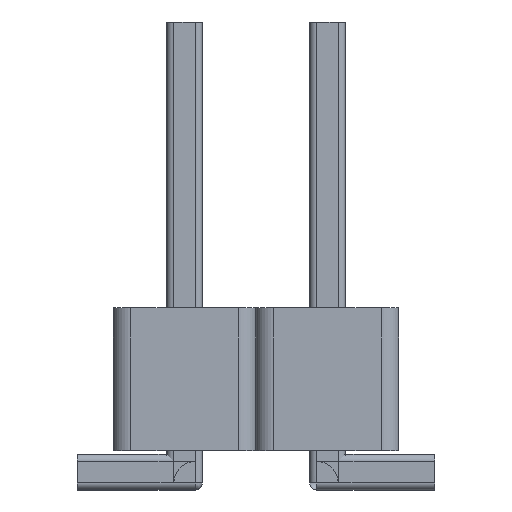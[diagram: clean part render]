
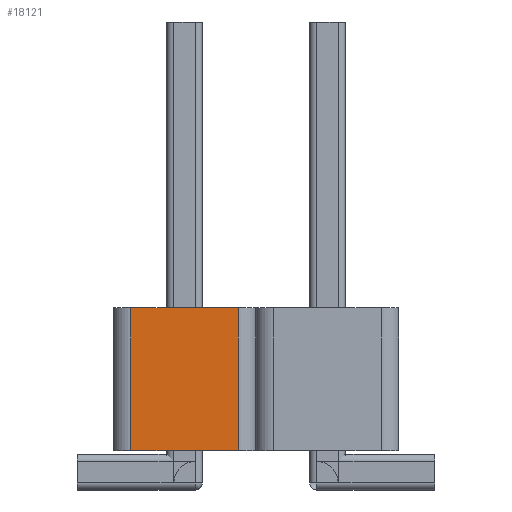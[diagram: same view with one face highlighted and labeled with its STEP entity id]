
A CAD part, left-side view. The second image highlights one B-rep face of the part: STEP entity #18121.
In plain terms, the highlighted planar face has unit normal (-1, 0, 0).
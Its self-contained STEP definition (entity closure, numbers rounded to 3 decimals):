
#562 = ORIENTED_EDGE ( 'NONE', *, *, #957, .F. ) ;
#564 = ORIENTED_EDGE ( 'NONE', *, *, #17408, .T. ) ;
#817 = EDGE_CURVE ( 'NONE', #3765, #3766, #5640, .T. ) ;
#957 = EDGE_CURVE ( 'NONE', #3766, #3690, #7265, .T. ) ;
#3203 = EDGE_CURVE ( 'NONE', #3691, #3690, #10892, .T. ) ;
#3690 = VERTEX_POINT ( 'NONE', #12078 ) ;
#3691 = VERTEX_POINT ( 'NONE', #12079 ) ;
#3765 = VERTEX_POINT ( 'NONE', #12153 ) ;
#3766 = VERTEX_POINT ( 'NONE', #12154 ) ;
#5408 = EDGE_LOOP ( 'NONE', ( #18310, #562, #5418, #564 ) ) ;
#5418 = ORIENTED_EDGE ( 'NONE', *, *, #817, .F. ) ;
#5640 = LINE ( 'NONE', #6313, #15619 ) ;
#6313 = CARTESIAN_POINT ( 'NONE',  ( 0., -0.25, 2. ) ) ;
#6314 = DIRECTION ( 'NONE',  ( 0., -1., 0. ) ) ;
#7265 = LINE ( 'NONE', #7350, #15500 ) ;
#7350 = CARTESIAN_POINT ( 'NONE',  ( 0., -1.75, 2. ) ) ;
#7351 = DIRECTION ( 'NONE',  ( 0., 0., -1. ) ) ;
#10892 = LINE ( 'NONE', #11640, #15766 ) ;
#11640 = CARTESIAN_POINT ( 'NONE',  ( 0., -0.25, 0. ) ) ;
#11641 = DIRECTION ( 'NONE',  ( 0., -1., 0. ) ) ;
#12078 = CARTESIAN_POINT ( 'NONE',  ( 0., -1.75, 0. ) ) ;
#12079 = CARTESIAN_POINT ( 'NONE',  ( 0., -0.25, 0. ) ) ;
#12153 = CARTESIAN_POINT ( 'NONE',  ( 0., -0.25, 2. ) ) ;
#12154 = CARTESIAN_POINT ( 'NONE',  ( 0., -1.75, 2. ) ) ;
#13740 = LINE ( 'NONE', #14204, #17688 ) ;
#13968 = FACE_OUTER_BOUND ( 'NONE', #5408, .T. ) ;
#14204 = CARTESIAN_POINT ( 'NONE',  ( 0., -0.25, 2. ) ) ;
#14205 = DIRECTION ( 'NONE',  ( 0., 0., -1. ) ) ;
#14884 = PLANE ( 'NONE',  #17977 ) ;
#14885 = CARTESIAN_POINT ( 'NONE',  ( 0., -0.25, 2. ) ) ;
#14886 = DIRECTION ( 'NONE',  ( 1., 0., 0. ) ) ;
#14887 = DIRECTION ( 'NONE',  ( 0., 1., 0. ) ) ;
#15500 = VECTOR ( 'NONE', #7351, 1000. ) ;
#15619 = VECTOR ( 'NONE', #6314, 1000. ) ;
#15766 = VECTOR ( 'NONE', #11641, 1000. ) ;
#17408 = EDGE_CURVE ( 'NONE', #3765, #3691, #13740, .T. ) ;
#17688 = VECTOR ( 'NONE', #14205, 1000. ) ;
#17977 = AXIS2_PLACEMENT_3D ( 'NONE', #14885, #14886, #14887 ) ;
#18121 = ADVANCED_FACE ( 'NONE', ( #13968 ), #14884, .F. ) ;
#18310 = ORIENTED_EDGE ( 'NONE', *, *, #3203, .T. ) ;
